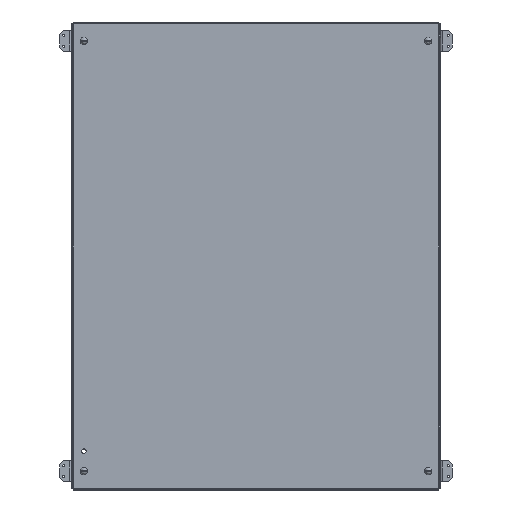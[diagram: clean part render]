
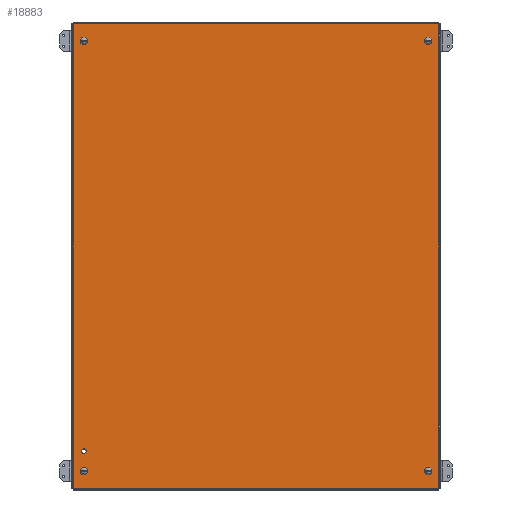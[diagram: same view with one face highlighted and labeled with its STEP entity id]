
A CAD part, top view. The second image highlights one B-rep face of the part: STEP entity #18883.
In plain terms, the highlighted planar face has unit normal (0, 0, 1).
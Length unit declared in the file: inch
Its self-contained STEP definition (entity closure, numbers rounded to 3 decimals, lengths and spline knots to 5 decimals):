
#94 = DIRECTION ( 'NONE',  ( 0., 1., 0. ) ) ;
#516 = CARTESIAN_POINT ( 'NONE',  ( 10.20325, 13., -0.28532 ) ) ;
#635 = CARTESIAN_POINT ( 'NONE',  ( -10.40625, 13., -0.28532 ) ) ;
#734 = FACE_BOUND ( 'NONE', #15663, .T. ) ;
#833 = DIRECTION ( 'NONE',  ( 1., 0., 0. ) ) ;
#1051 = LINE ( 'NONE', #14938, #19063 ) ;
#1474 = EDGE_CURVE ( 'NONE', #15526, #15526, #10162, .T. ) ;
#1962 = DIRECTION ( 'NONE',  ( -1., 0., 0. ) ) ;
#2457 = CARTESIAN_POINT ( 'NONE',  ( -10.60925, -13., -0.28532 ) ) ;
#2753 = FACE_BOUND ( 'NONE', #3043, .T. ) ;
#2802 = EDGE_CURVE ( 'NONE', #6777, #13955, #8914, .T. ) ;
#2891 = EDGE_LOOP ( 'NONE', ( #11167, #15128, #16337, #12520 ) ) ;
#3043 = EDGE_LOOP ( 'NONE', ( #9593 ) ) ;
#3802 = DIRECTION ( 'NONE',  ( 0., 0., 1. ) ) ;
#3901 = FACE_BOUND ( 'NONE', #13490, .T. ) ;
#4333 = CARTESIAN_POINT ( 'NONE',  ( 0., 14.03538, -0.28532 ) ) ;
#4733 = CIRCLE ( 'NONE', #19699, 0.203 ) ;
#5320 = DIRECTION ( 'NONE',  ( 0., 0., -1. ) ) ;
#5620 = CARTESIAN_POINT ( 'NONE',  ( 11.03538, 14.03538, -0.28532 ) ) ;
#5713 = CARTESIAN_POINT ( 'NONE',  ( -10.60925, 13., -0.28532 ) ) ;
#6387 = ORIENTED_EDGE ( 'NONE', *, *, #11909, .T. ) ;
#6712 = AXIS2_PLACEMENT_3D ( 'NONE', #14814, #3802, #833 ) ;
#6777 = VERTEX_POINT ( 'NONE', #5620 ) ;
#7074 = DIRECTION ( 'NONE',  ( 0., 0., -1. ) ) ;
#7888 = AXIS2_PLACEMENT_3D ( 'NONE', #17347, #15933, #1962 ) ;
#8012 = EDGE_LOOP ( 'NONE', ( #12267 ) ) ;
#8496 = DIRECTION ( 'NONE',  ( -1., 0., 0. ) ) ;
#8580 = VECTOR ( 'NONE', #17848, 39.37008 ) ;
#8914 = LINE ( 'NONE', #4333, #16933 ) ;
#9593 = ORIENTED_EDGE ( 'NONE', *, *, #1474, .T. ) ;
#9845 = EDGE_CURVE ( 'NONE', #14196, #14196, #4733, .T. ) ;
#10005 = LINE ( 'NONE', #11647, #8580 ) ;
#10162 = CIRCLE ( 'NONE', #7888, 0.1405 ) ;
#10241 = DIRECTION ( 'NONE',  ( -1., 0., 0. ) ) ;
#11109 = LINE ( 'NONE', #15706, #12035 ) ;
#11167 = ORIENTED_EDGE ( 'NONE', *, *, #2802, .T. ) ;
#11176 = CARTESIAN_POINT ( 'NONE',  ( -11.03538, -14.03538, -0.28532 ) ) ;
#11236 = DIRECTION ( 'NONE',  ( -1., 0., 0. ) ) ;
#11434 = DIRECTION ( 'NONE',  ( 0., 0., -1. ) ) ;
#11520 = VERTEX_POINT ( 'NONE', #16400 ) ;
#11566 = CARTESIAN_POINT ( 'NONE',  ( 10.40625, 13., -0.28532 ) ) ;
#11647 = CARTESIAN_POINT ( 'NONE',  ( -11.03538, 0., -0.28532 ) ) ;
#11909 = EDGE_CURVE ( 'NONE', #14494, #14494, #17327, .T. ) ;
#12035 = VECTOR ( 'NONE', #94, 39.37008 ) ;
#12100 = ORIENTED_EDGE ( 'NONE', *, *, #17984, .T. ) ;
#12267 = ORIENTED_EDGE ( 'NONE', *, *, #17657, .T. ) ;
#12286 = EDGE_CURVE ( 'NONE', #13955, #16116, #10005, .T. ) ;
#12391 = AXIS2_PLACEMENT_3D ( 'NONE', #635, #19609, #8496 ) ;
#12520 = ORIENTED_EDGE ( 'NONE', *, *, #18183, .T. ) ;
#12662 = CARTESIAN_POINT ( 'NONE',  ( 10.20325, -13., -0.28532 ) ) ;
#12667 = CARTESIAN_POINT ( 'NONE',  ( 10.40625, -13., -0.28532 ) ) ;
#12728 = CIRCLE ( 'NONE', #12391, 0.203 ) ;
#12777 = EDGE_LOOP ( 'NONE', ( #12100 ) ) ;
#12977 = ORIENTED_EDGE ( 'NONE', *, *, #9845, .T. ) ;
#13097 = AXIS2_PLACEMENT_3D ( 'NONE', #11566, #7074, #13298 ) ;
#13263 = VERTEX_POINT ( 'NONE', #5713 ) ;
#13298 = DIRECTION ( 'NONE',  ( -1., 0., 0. ) ) ;
#13365 = CARTESIAN_POINT ( 'NONE',  ( -10.40625, -13., -0.28532 ) ) ;
#13490 = EDGE_LOOP ( 'NONE', ( #12977 ) ) ;
#13501 = DIRECTION ( 'NONE',  ( 1., 0., 0. ) ) ;
#13861 = FACE_OUTER_BOUND ( 'NONE', #2891, .T. ) ;
#13955 = VERTEX_POINT ( 'NONE', #16406 ) ;
#14196 = VERTEX_POINT ( 'NONE', #12662 ) ;
#14494 = VERTEX_POINT ( 'NONE', #516 ) ;
#14551 = EDGE_CURVE ( 'NONE', #16116, #11520, #1051, .T. ) ;
#14714 = PLANE ( 'NONE',  #6712 ) ;
#14814 = CARTESIAN_POINT ( 'NONE',  ( 0., 0., -0.28532 ) ) ;
#14938 = CARTESIAN_POINT ( 'NONE',  ( 0., -14.03538, -0.28532 ) ) ;
#15128 = ORIENTED_EDGE ( 'NONE', *, *, #12286, .T. ) ;
#15526 = VERTEX_POINT ( 'NONE', #18775 ) ;
#15663 = EDGE_LOOP ( 'NONE', ( #6387 ) ) ;
#15706 = CARTESIAN_POINT ( 'NONE',  ( 11.03538, 0., -0.28532 ) ) ;
#15933 = DIRECTION ( 'NONE',  ( 0., 0., -1. ) ) ;
#16116 = VERTEX_POINT ( 'NONE', #11176 ) ;
#16128 = DIRECTION ( 'NONE',  ( -1., 0., 0. ) ) ;
#16337 = ORIENTED_EDGE ( 'NONE', *, *, #14551, .T. ) ;
#16400 = CARTESIAN_POINT ( 'NONE',  ( 11.03538, -14.03538, -0.28532 ) ) ;
#16406 = CARTESIAN_POINT ( 'NONE',  ( -11.03538, 14.03538, -0.28532 ) ) ;
#16714 = FACE_BOUND ( 'NONE', #8012, .T. ) ;
#16933 = VECTOR ( 'NONE', #10241, 39.37008 ) ;
#17327 = CIRCLE ( 'NONE', #13097, 0.203 ) ;
#17347 = CARTESIAN_POINT ( 'NONE',  ( -10.40625, -11.7967, -0.28532 ) ) ;
#17657 = EDGE_CURVE ( 'NONE', #13263, #13263, #12728, .T. ) ;
#17848 = DIRECTION ( 'NONE',  ( 0., -1., 0. ) ) ;
#17942 = VERTEX_POINT ( 'NONE', #2457 ) ;
#17984 = EDGE_CURVE ( 'NONE', #17942, #17942, #19205, .T. ) ;
#18183 = EDGE_CURVE ( 'NONE', #11520, #6777, #11109, .T. ) ;
#18211 = AXIS2_PLACEMENT_3D ( 'NONE', #13365, #5320, #16128 ) ;
#18775 = CARTESIAN_POINT ( 'NONE',  ( -10.54675, -11.7967, -0.28532 ) ) ;
#18883 = ADVANCED_FACE ( 'NONE', ( #3901, #734, #2753, #16714, #19982, #13861 ), #14714, .T. ) ;
#19063 = VECTOR ( 'NONE', #13501, 39.37008 ) ;
#19205 = CIRCLE ( 'NONE', #18211, 0.203 ) ;
#19609 = DIRECTION ( 'NONE',  ( 0., 0., -1. ) ) ;
#19699 = AXIS2_PLACEMENT_3D ( 'NONE', #12667, #11434, #11236 ) ;
#19982 = FACE_BOUND ( 'NONE', #12777, .T. ) ;
